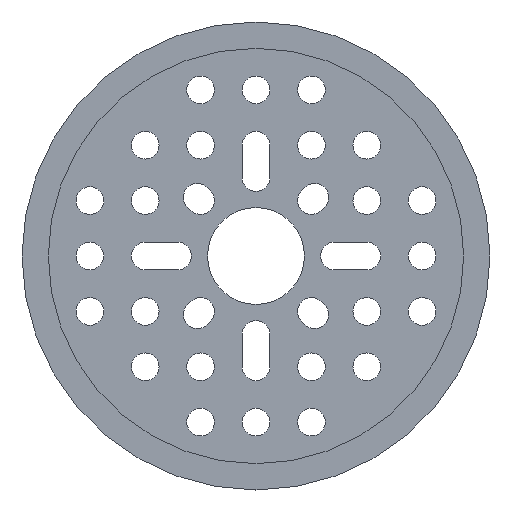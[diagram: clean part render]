
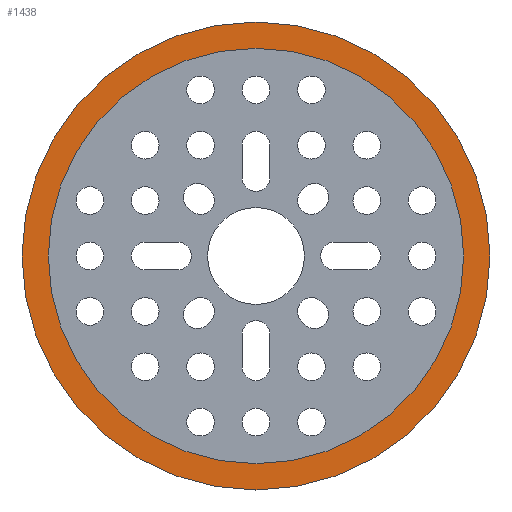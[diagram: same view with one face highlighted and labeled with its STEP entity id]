
A CAD part, left-side view. The second image highlights one B-rep face of the part: STEP entity #1438.
In plain terms, the highlighted planar face has unit normal (-1, 0, 0).
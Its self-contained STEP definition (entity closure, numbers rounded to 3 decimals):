
#57 = AXIS2_PLACEMENT_3D ( 'NONE', #1298, #2689, #2659 ) ;
#147 = EDGE_LOOP ( 'NONE', ( #2117, #2580 ) ) ;
#185 = DIRECTION ( 'NONE',  ( 0., 0., -1. ) ) ;
#211 = VERTEX_POINT ( 'NONE', #1281 ) ;
#597 = CARTESIAN_POINT ( 'NONE',  ( -3., 0., 30. ) ) ;
#610 = EDGE_LOOP ( 'NONE', ( #2869, #2143 ) ) ;
#848 = DIRECTION ( 'NONE',  ( -1., 0., 0. ) ) ;
#885 = DIRECTION ( 'NONE',  ( 0., 0., 1. ) ) ;
#1016 = CARTESIAN_POINT ( 'NONE',  ( -3., 0., 0. ) ) ;
#1161 = VERTEX_POINT ( 'NONE', #597 ) ;
#1219 = AXIS2_PLACEMENT_3D ( 'NONE', #1985, #848, #885 ) ;
#1255 = CARTESIAN_POINT ( 'NONE',  ( -3., 0., 33.801 ) ) ;
#1281 = CARTESIAN_POINT ( 'NONE',  ( -3., 0., -30. ) ) ;
#1298 = CARTESIAN_POINT ( 'NONE',  ( -3., 0., 0. ) ) ;
#1326 = VERTEX_POINT ( 'NONE', #1255 ) ;
#1432 = EDGE_CURVE ( 'NONE', #1326, #3118, #2827, .T. ) ;
#1438 = ADVANCED_FACE ( 'NONE', ( #3291, #2750 ), #2687, .F. ) ;
#1456 = DIRECTION ( 'NONE',  ( 0., 0., 1. ) ) ;
#1474 = CIRCLE ( 'NONE', #2544, 30. ) ;
#1660 = EDGE_CURVE ( 'NONE', #211, #1161, #2490, .T. ) ;
#1798 = AXIS2_PLACEMENT_3D ( 'NONE', #1868, #2113, #185 ) ;
#1868 = CARTESIAN_POINT ( 'NONE',  ( -3., 0., 0. ) ) ;
#1875 = AXIS2_PLACEMENT_3D ( 'NONE', #1016, #2132, #2934 ) ;
#1878 = EDGE_CURVE ( 'NONE', #3118, #1326, #1978, .T. ) ;
#1978 = CIRCLE ( 'NONE', #1219, 33.801 ) ;
#1985 = CARTESIAN_POINT ( 'NONE',  ( -3., 0., 0. ) ) ;
#2113 = DIRECTION ( 'NONE',  ( 1., 0., 0. ) ) ;
#2117 = ORIENTED_EDGE ( 'NONE', *, *, #3331, .F. ) ;
#2132 = DIRECTION ( 'NONE',  ( -1., 0., 0. ) ) ;
#2143 = ORIENTED_EDGE ( 'NONE', *, *, #1878, .T. ) ;
#2490 = CIRCLE ( 'NONE', #57, 30. ) ;
#2544 = AXIS2_PLACEMENT_3D ( 'NONE', #3087, #3401, #1456 ) ;
#2580 = ORIENTED_EDGE ( 'NONE', *, *, #1660, .F. ) ;
#2659 = DIRECTION ( 'NONE',  ( 0., 0., 1. ) ) ;
#2687 = PLANE ( 'NONE',  #1798 ) ;
#2689 = DIRECTION ( 'NONE',  ( -1., 0., 0. ) ) ;
#2750 = FACE_OUTER_BOUND ( 'NONE', #610, .T. ) ;
#2827 = CIRCLE ( 'NONE', #1875, 33.801 ) ;
#2869 = ORIENTED_EDGE ( 'NONE', *, *, #1432, .T. ) ;
#2934 = DIRECTION ( 'NONE',  ( 0., 0., 1. ) ) ;
#3087 = CARTESIAN_POINT ( 'NONE',  ( -3., 0., 0. ) ) ;
#3106 = CARTESIAN_POINT ( 'NONE',  ( -3., 0., -33.801 ) ) ;
#3118 = VERTEX_POINT ( 'NONE', #3106 ) ;
#3291 = FACE_BOUND ( 'NONE', #147, .T. ) ;
#3331 = EDGE_CURVE ( 'NONE', #1161, #211, #1474, .T. ) ;
#3401 = DIRECTION ( 'NONE',  ( -1., 0., 0. ) ) ;
